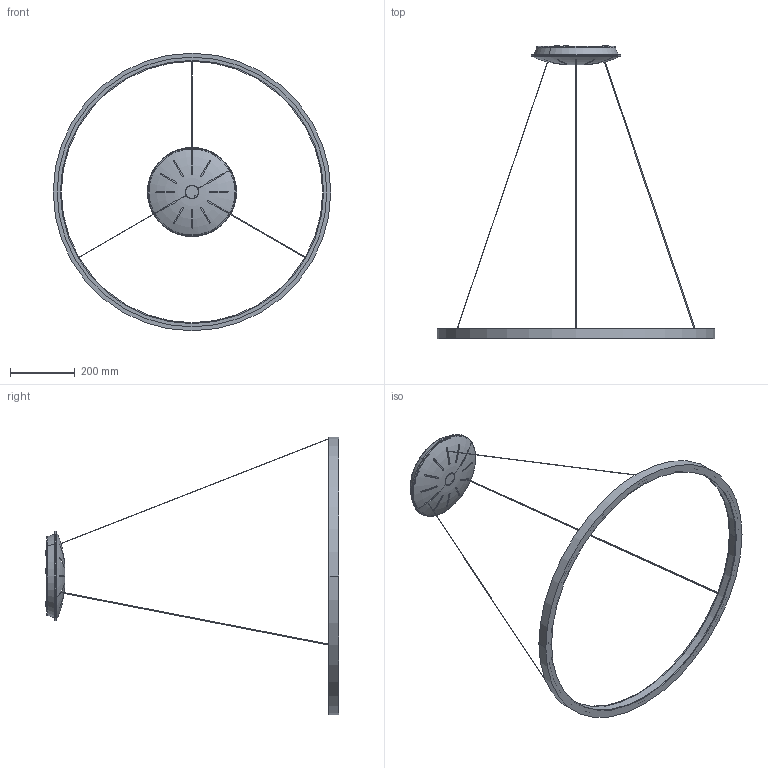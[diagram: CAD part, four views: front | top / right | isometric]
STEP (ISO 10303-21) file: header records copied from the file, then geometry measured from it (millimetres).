
FILE_DESCRIPTION (( 'STEP AP203' ), '1' );
FILE_NAME ('RS 10 855._exported.step', '2025-02-09T08:56:13', ( '' ), ( '' ), 'SwSTEP 2.0', 'SolidWorks 2023', '' );
FILE_SCHEMA (( 'CONFIG_CONTROL_DESIGN' ));
Length unit declared in the file: millimetre
Products named in the file (1): RS 10 855._exported
Bounding box: 855 x 904 x 855 mm (x, y, z)
Surface area: 686874.9 mm2 (no closed solid volume)
Topology: 0 solids, 18 shells, 168 faces, 583 edges, 415 vertices
Faces by surface type: cylinder 67, plane 54, torus 31, cone 14, sphere 2
Entity records: 8291 total; most frequent: CARTESIAN_POINT 3184, DIRECTION 1064, ORIENTED_EDGE 935, EDGE_CURVE 583, AXIS2_PLACEMENT_3D 447, VERTEX_POINT 415, CIRCLE 278, EDGE_LOOP 244
